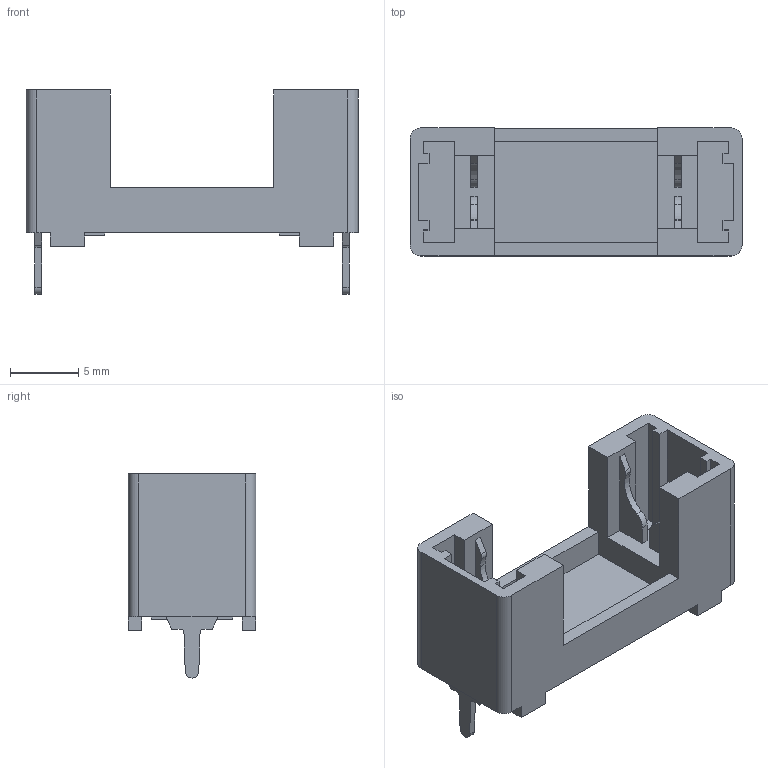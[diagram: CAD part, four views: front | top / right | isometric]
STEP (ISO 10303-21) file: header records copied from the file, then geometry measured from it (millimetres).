
FILE_DESCRIPTION (( 'STEP AP214' ), '1' );
FILE_NAME ('fuse.STEP', '2019-10-31T14:42:28', ( '' ), ( '' ), 'SwSTEP 2.0', 'SolidWorks 2018', '' );
FILE_SCHEMA (( 'AUTOMOTIVE_DESIGN' ));
Length unit declared in the file: millimetre
Products named in the file (1): fuse
Bounding box: 24.4 x 9.4 x 15 mm (x, y, z)
Volume: 910.2 mm3; surface area: 1633 mm2
Topology: 1 solids, 1 shells, 131 faces, 375 edges, 250 vertices
Faces by surface type: plane 104, cylinder 27
Entity records: 5718 total; most frequent: CARTESIAN_POINT 757, ORIENTED_EDGE 750, DIRECTION 693, EDGE_CURVE 375, VECTOR 321, LINE 321, VERTEX_POINT 250, AXIS2_PLACEMENT_3D 186
